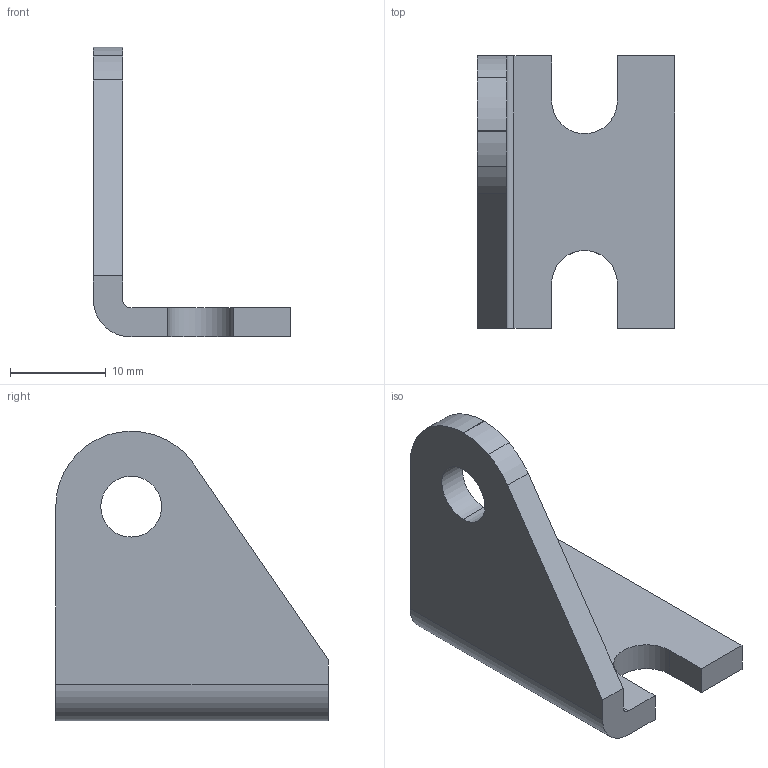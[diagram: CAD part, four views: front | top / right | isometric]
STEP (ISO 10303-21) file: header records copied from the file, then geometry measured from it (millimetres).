
FILE_DESCRIPTION((''),'2;1');
FILE_NAME('pivotbracket0750right.stp','2002-01-21T19:59:17',('Administrator'),(''),'Autodesk Inventor (tm) 3.0','Autodesk Inventor (tm) 3.0','');
FILE_SCHEMA(('CONFIG_CONTROL_DESIGN'));
Length unit declared in the file: inch
Products named in the file (1): pivotbracket0750right
Bounding box: 20.57 x 28.45 x 30.23 mm (x, y, z)
Volume: 3005.6 mm3; surface area: 2525.9 mm2
Topology: 1 solids, 1 shells, 26 faces, 72 edges, 48 vertices
Faces by surface type: plane 15, cylinder 9, bspline 2
Entity records: 965 total; most frequent: CARTESIAN_POINT 181, DIRECTION 144, ORIENTED_EDGE 144, EDGE_CURVE 72, VECTOR 50, LINE 50, VERTEX_POINT 48, AXIS2_PLACEMENT_3D 47
